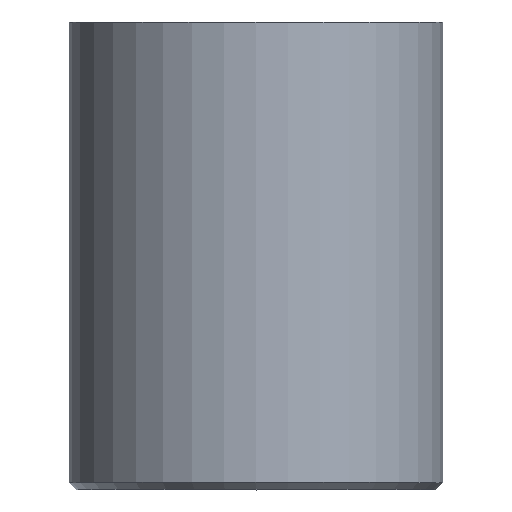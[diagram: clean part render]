
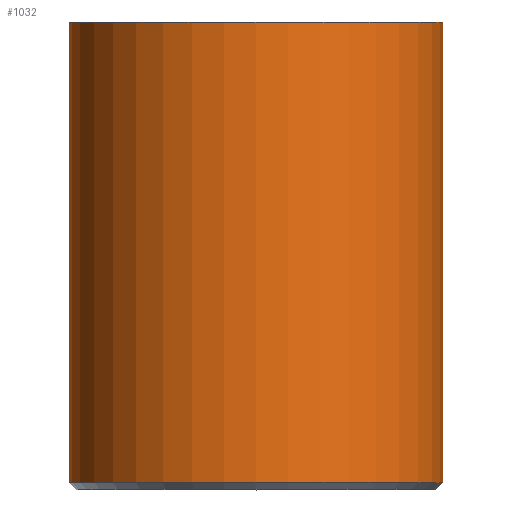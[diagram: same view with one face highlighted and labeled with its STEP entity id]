
A CAD part, top view. The second image highlights one B-rep face of the part: STEP entity #1032.
In plain terms, the highlighted cylindrical face has radius 8 mm (diameter 16 mm), a full revolution.
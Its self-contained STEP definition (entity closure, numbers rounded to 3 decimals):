
#144=CYLINDRICAL_SURFACE('',#1219,8.);
#151=FACE_OUTER_BOUND('',#209,.T.);
#209=EDGE_LOOP('',(#739,#740,#741,#742,#743,#744));
#273=LINE('',#1533,#371);
#371=VECTOR('',#1298,8.);
#469=CIRCLE('',#1217,8.);
#470=CIRCLE('',#1218,8.);
#471=CIRCLE('',#1220,8.);
#472=CIRCLE('',#1221,8.);
#487=VERTEX_POINT('',#1526);
#488=VERTEX_POINT('',#1528);
#489=VERTEX_POINT('',#1532);
#490=VERTEX_POINT('',#1534);
#588=EDGE_CURVE('',#487,#488,#469,.T.);
#589=EDGE_CURVE('',#488,#487,#470,.T.);
#590=EDGE_CURVE('',#488,#489,#273,.T.);
#591=EDGE_CURVE('',#489,#490,#471,.T.);
#592=EDGE_CURVE('',#490,#489,#472,.T.);
#739=ORIENTED_EDGE('',*,*,#588,.F.);
#740=ORIENTED_EDGE('',*,*,#589,.F.);
#741=ORIENTED_EDGE('',*,*,#590,.T.);
#742=ORIENTED_EDGE('',*,*,#591,.T.);
#743=ORIENTED_EDGE('',*,*,#592,.T.);
#744=ORIENTED_EDGE('',*,*,#590,.F.);
#1032=ADVANCED_FACE('',(#151),#144,.T.);
#1217=AXIS2_PLACEMENT_3D('',#1529,#1292,#1293);
#1218=AXIS2_PLACEMENT_3D('',#1530,#1294,#1295);
#1219=AXIS2_PLACEMENT_3D('',#1531,#1296,#1297);
#1220=AXIS2_PLACEMENT_3D('',#1535,#1299,#1300);
#1221=AXIS2_PLACEMENT_3D('',#1536,#1301,#1302);
#1292=DIRECTION('center_axis',(0.,-1.,0.));
#1293=DIRECTION('ref_axis',(-1.,0.,0.));
#1294=DIRECTION('center_axis',(0.,-1.,0.));
#1295=DIRECTION('ref_axis',(-1.,0.,0.));
#1296=DIRECTION('center_axis',(0.,-1.,0.));
#1297=DIRECTION('ref_axis',(1.,0.,0.));
#1298=DIRECTION('',(0.,1.,0.));
#1299=DIRECTION('center_axis',(0.,-1.,0.));
#1300=DIRECTION('ref_axis',(1.,0.,0.));
#1301=DIRECTION('center_axis',(0.,-1.,0.));
#1302=DIRECTION('ref_axis',(1.,0.,0.));
#1526=CARTESIAN_POINT('',(8.,0.3,0.));
#1528=CARTESIAN_POINT('',(-8.,0.3,0.));
#1529=CARTESIAN_POINT('Origin',(0.,0.3,0.));
#1530=CARTESIAN_POINT('Origin',(0.,0.3,0.));
#1531=CARTESIAN_POINT('Origin',(0.,10.,0.));
#1532=CARTESIAN_POINT('',(-8.,20.,0.));
#1533=CARTESIAN_POINT('',(-8.,10.,0.));
#1534=CARTESIAN_POINT('',(8.,20.,0.));
#1535=CARTESIAN_POINT('Origin',(0.,20.,0.));
#1536=CARTESIAN_POINT('Origin',(0.,20.,0.));
